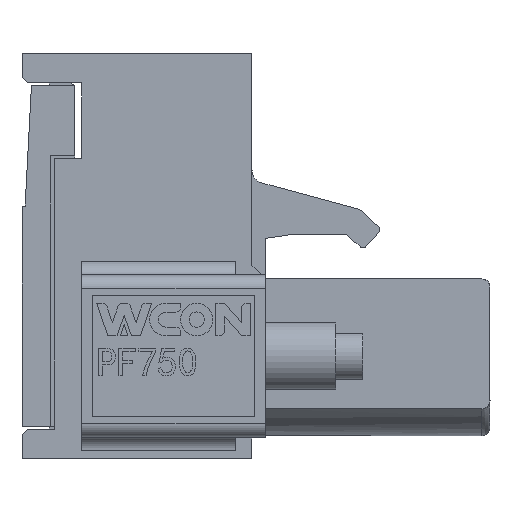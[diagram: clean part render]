
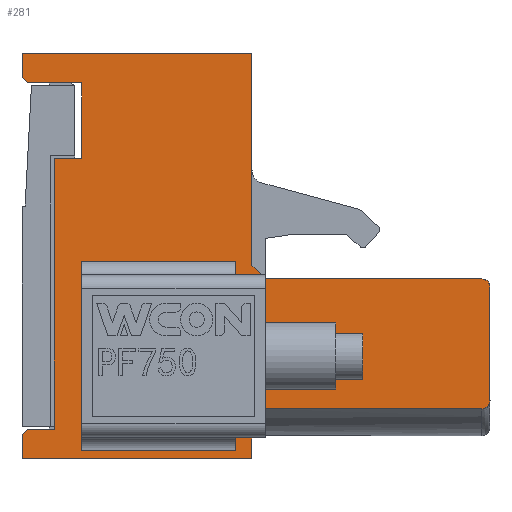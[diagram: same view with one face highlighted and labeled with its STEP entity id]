
A CAD part, left-side view. The second image highlights one B-rep face of the part: STEP entity #281.
In plain terms, the highlighted planar face has unit normal (-1, 0, 0).
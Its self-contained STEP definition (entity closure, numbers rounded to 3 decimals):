
#70=CARTESIAN_POINT('',(-25.3,-8.65,4.85));
#71=DIRECTION('',(0.,1.,0.));
#72=DIRECTION('',(-1.,0.,0.));
#73=AXIS2_PLACEMENT_3D('',#70,#72,#71);
#74=PLANE('',#73);
#75=CARTESIAN_POINT('',(-25.3,-8.5,-2.95));
#76=VERTEX_POINT('',#75);
#77=CARTESIAN_POINT('',(-25.3,-9.,-2.95));
#78=VERTEX_POINT('',#77);
#79=CARTESIAN_POINT('',(-25.3,-8.5,-2.95));
#80=DIRECTION('',(0.,-1.,0.));
#81=VECTOR('',#80,0.5);
#82=LINE('',#79,#81);
#83=EDGE_CURVE('',#76,#78,#82,.T.);
#84=ORIENTED_EDGE('',*,*,#83,.T.);
#85=CARTESIAN_POINT('',(-25.3,-9.,-1.95));
#86=VERTEX_POINT('',#85);
#87=CARTESIAN_POINT('',(-25.3,-9.,-2.95));
#88=DIRECTION('',(0.,0.,1.));
#89=VECTOR('',#88,1.);
#90=LINE('',#87,#89);
#91=EDGE_CURVE('',#78,#86,#90,.T.);
#92=ORIENTED_EDGE('',*,*,#91,.T.);
#93=CARTESIAN_POINT('',(-25.3,-17.,-1.95));
#94=VERTEX_POINT('',#93);
#95=CARTESIAN_POINT('',(-25.3,-9.,-1.95));
#96=DIRECTION('',(0.,-1.,0.));
#97=VECTOR('',#96,8.);
#98=LINE('',#95,#97);
#99=EDGE_CURVE('',#86,#94,#98,.T.);
#100=ORIENTED_EDGE('',*,*,#99,.T.);
#101=CARTESIAN_POINT('',(-25.3,-17.3,-1.65));
#102=VERTEX_POINT('',#101);
#103=CARTESIAN_POINT('',(-25.3,-17.,-1.65));
#104=DIRECTION('',(0.,0.,-1.));
#105=DIRECTION('',(-1.,0.,0.));
#106=AXIS2_PLACEMENT_3D('',#103,#105,#104);
#107=CIRCLE('',#106,0.3);
#108=EDGE_CURVE('',#94,#102,#107,.T.);
#109=ORIENTED_EDGE('',*,*,#108,.T.);
#110=CARTESIAN_POINT('',(-25.3,-17.3,2.55));
#111=VERTEX_POINT('',#110);
#112=CARTESIAN_POINT('',(-25.3,-17.3,-1.65));
#113=DIRECTION('',(0.,0.,1.));
#114=VECTOR('',#113,4.2);
#115=LINE('',#112,#114);
#116=EDGE_CURVE('',#102,#111,#115,.T.);
#117=ORIENTED_EDGE('',*,*,#116,.T.);
#118=CARTESIAN_POINT('',(-25.3,-17.,2.85));
#119=VERTEX_POINT('',#118);
#120=CARTESIAN_POINT('',(-25.3,-17.,2.55));
#121=DIRECTION('',(0.,-1.,0.));
#122=DIRECTION('',(-1.,0.,0.));
#123=AXIS2_PLACEMENT_3D('',#120,#122,#121);
#124=CIRCLE('',#123,0.3);
#125=EDGE_CURVE('',#111,#119,#124,.T.);
#126=ORIENTED_EDGE('',*,*,#125,.T.);
#127=CARTESIAN_POINT('',(-25.3,-9.,2.85));
#128=VERTEX_POINT('',#127);
#129=CARTESIAN_POINT('',(-25.3,-17.,2.85));
#130=DIRECTION('',(0.,1.,0.));
#131=VECTOR('',#130,8.);
#132=LINE('',#129,#131);
#133=EDGE_CURVE('',#119,#128,#132,.T.);
#134=ORIENTED_EDGE('',*,*,#133,.T.);
#135=CARTESIAN_POINT('',(-25.3,-8.5,3.35));
#136=VERTEX_POINT('',#135);
#137=CARTESIAN_POINT('',(-25.3,-9.,2.85));
#138=DIRECTION('',(0.,0.707,0.707));
#139=VECTOR('',#138,0.707);
#140=LINE('',#137,#139);
#141=EDGE_CURVE('',#128,#136,#140,.T.);
#142=ORIENTED_EDGE('',*,*,#141,.T.);
#143=CARTESIAN_POINT('',(-25.3,-8.5,11.2));
#144=VERTEX_POINT('',#143);
#145=CARTESIAN_POINT('',(-25.3,-8.5,3.35));
#146=DIRECTION('',(0.,0.,1.));
#147=VECTOR('',#146,7.85);
#148=LINE('',#145,#147);
#149=EDGE_CURVE('',#136,#144,#148,.T.);
#150=ORIENTED_EDGE('',*,*,#149,.T.);
#151=CARTESIAN_POINT('',(-25.3,0.,11.2));
#152=VERTEX_POINT('',#151);
#153=CARTESIAN_POINT('',(-25.3,-8.5,11.2));
#154=DIRECTION('',(0.,1.,0.));
#155=VECTOR('',#154,8.5);
#156=LINE('',#153,#155);
#157=EDGE_CURVE('',#144,#152,#156,.T.);
#158=ORIENTED_EDGE('',*,*,#157,.T.);
#159=CARTESIAN_POINT('',(-25.3,0.,10.3));
#160=VERTEX_POINT('',#159);
#161=CARTESIAN_POINT('',(-25.3,0.,11.2));
#162=DIRECTION('',(0.,0.,-1.));
#163=VECTOR('',#162,0.9);
#164=LINE('',#161,#163);
#165=EDGE_CURVE('',#152,#160,#164,.T.);
#166=ORIENTED_EDGE('',*,*,#165,.T.);
#167=CARTESIAN_POINT('',(-25.3,-0.2,10.1));
#168=VERTEX_POINT('',#167);
#169=CARTESIAN_POINT('',(-25.3,0.,10.3));
#170=DIRECTION('',(0.,-0.707,-0.707));
#171=VECTOR('',#170,0.283);
#172=LINE('',#169,#171);
#173=EDGE_CURVE('',#160,#168,#172,.T.);
#174=ORIENTED_EDGE('',*,*,#173,.T.);
#175=CARTESIAN_POINT('',(-25.3,-2.2,10.1));
#176=VERTEX_POINT('',#175);
#177=CARTESIAN_POINT('',(-25.3,-0.2,10.1));
#178=DIRECTION('',(0.,-1.,0.));
#179=VECTOR('',#178,2.);
#180=LINE('',#177,#179);
#181=EDGE_CURVE('',#168,#176,#180,.T.);
#182=ORIENTED_EDGE('',*,*,#181,.T.);
#183=CARTESIAN_POINT('',(-25.3,-2.2,7.3));
#184=VERTEX_POINT('',#183);
#185=CARTESIAN_POINT('',(-25.3,-2.2,10.1));
#186=DIRECTION('',(0.,0.,-1.));
#187=VECTOR('',#186,2.8);
#188=LINE('',#185,#187);
#189=EDGE_CURVE('',#176,#184,#188,.T.);
#190=ORIENTED_EDGE('',*,*,#189,.T.);
#191=CARTESIAN_POINT('',(-25.3,-1.2,7.3));
#192=VERTEX_POINT('',#191);
#193=CARTESIAN_POINT('',(-25.3,-2.2,7.3));
#194=DIRECTION('',(0.,1.,0.));
#195=VECTOR('',#194,1.);
#196=LINE('',#193,#195);
#197=EDGE_CURVE('',#184,#192,#196,.T.);
#198=ORIENTED_EDGE('',*,*,#197,.T.);
#199=CARTESIAN_POINT('',(-25.3,-1.2,-2.7));
#200=VERTEX_POINT('',#199);
#201=CARTESIAN_POINT('',(-25.3,-1.2,7.3));
#202=DIRECTION('',(0.,0.,-1.));
#203=VECTOR('',#202,10.);
#204=LINE('',#201,#203);
#205=EDGE_CURVE('',#192,#200,#204,.T.);
#206=ORIENTED_EDGE('',*,*,#205,.T.);
#207=CARTESIAN_POINT('',(-25.3,-0.2,-2.7));
#208=VERTEX_POINT('',#207);
#209=CARTESIAN_POINT('',(-25.3,-1.2,-2.7));
#210=DIRECTION('',(0.,1.,0.));
#211=VECTOR('',#210,1.);
#212=LINE('',#209,#211);
#213=EDGE_CURVE('',#200,#208,#212,.T.);
#214=ORIENTED_EDGE('',*,*,#213,.T.);
#215=CARTESIAN_POINT('',(-25.3,0.,-2.9));
#216=VERTEX_POINT('',#215);
#217=CARTESIAN_POINT('',(-25.3,-0.2,-2.7));
#218=DIRECTION('',(0.,0.707,-0.707));
#219=VECTOR('',#218,0.283);
#220=LINE('',#217,#219);
#221=EDGE_CURVE('',#208,#216,#220,.T.);
#222=ORIENTED_EDGE('',*,*,#221,.T.);
#223=CARTESIAN_POINT('',(-25.3,0.,-3.8));
#224=VERTEX_POINT('',#223);
#225=CARTESIAN_POINT('',(-25.3,0.,-2.9));
#226=DIRECTION('',(0.,0.,-1.));
#227=VECTOR('',#226,0.9);
#228=LINE('',#225,#227);
#229=EDGE_CURVE('',#216,#224,#228,.T.);
#230=ORIENTED_EDGE('',*,*,#229,.T.);
#231=CARTESIAN_POINT('',(-25.3,-8.5,-3.8));
#232=VERTEX_POINT('',#231);
#233=CARTESIAN_POINT('',(-25.3,0.,-3.8));
#234=DIRECTION('',(0.,-1.,0.));
#235=VECTOR('',#234,8.5);
#236=LINE('',#233,#235);
#237=EDGE_CURVE('',#224,#232,#236,.T.);
#238=ORIENTED_EDGE('',*,*,#237,.T.);
#239=CARTESIAN_POINT('',(-25.3,-8.5,-3.8));
#240=DIRECTION('',(0.,0.,1.));
#241=VECTOR('',#240,0.85);
#242=LINE('',#239,#241);
#243=EDGE_CURVE('',#232,#76,#242,.T.);
#244=ORIENTED_EDGE('',*,*,#243,.T.);
#245=EDGE_LOOP('',(#84,#92,#100,#109,#117,#126,#134,#142,#150,#158,#166,#174,#182,#190,#198,#206,#214,#222,#230,#238,#244));
#246=FACE_OUTER_BOUND('',#245,.T.);
#247=CARTESIAN_POINT('',(-25.3,-2.2,-3.5));
#248=VERTEX_POINT('',#247);
#249=CARTESIAN_POINT('',(-25.3,-2.2,3.5));
#250=VERTEX_POINT('',#249);
#251=CARTESIAN_POINT('',(-25.3,-2.2,-3.5));
#252=DIRECTION('',(0.,0.,1.));
#253=VECTOR('',#252,7.);
#254=LINE('',#251,#253);
#255=EDGE_CURVE('',#248,#250,#254,.T.);
#256=ORIENTED_EDGE('',*,*,#255,.T.);
#257=CARTESIAN_POINT('',(-25.3,-7.9,3.5));
#258=VERTEX_POINT('',#257);
#259=CARTESIAN_POINT('',(-25.3,-2.2,3.5));
#260=DIRECTION('',(0.,-1.,0.));
#261=VECTOR('',#260,5.7);
#262=LINE('',#259,#261);
#263=EDGE_CURVE('',#250,#258,#262,.T.);
#264=ORIENTED_EDGE('',*,*,#263,.T.);
#265=CARTESIAN_POINT('',(-25.3,-7.9,-3.5));
#266=VERTEX_POINT('',#265);
#267=CARTESIAN_POINT('',(-25.3,-7.9,3.5));
#268=DIRECTION('',(0.,0.,-1.));
#269=VECTOR('',#268,7.);
#270=LINE('',#267,#269);
#271=EDGE_CURVE('',#258,#266,#270,.T.);
#272=ORIENTED_EDGE('',*,*,#271,.T.);
#273=CARTESIAN_POINT('',(-25.3,-7.9,-3.5));
#274=DIRECTION('',(0.,1.,0.));
#275=VECTOR('',#274,5.7);
#276=LINE('',#273,#275);
#277=EDGE_CURVE('',#266,#248,#276,.T.);
#278=ORIENTED_EDGE('',*,*,#277,.T.);
#279=EDGE_LOOP('',(#256,#264,#272,#278));
#280=FACE_BOUND('',#279,.T.);
#281=ADVANCED_FACE('',(#246,#280),#74,.T.);
